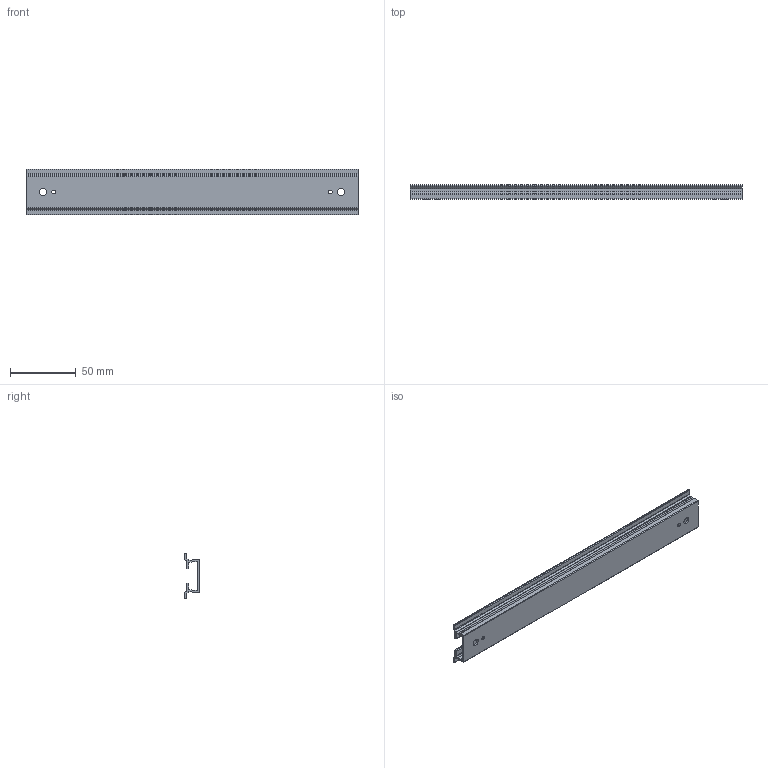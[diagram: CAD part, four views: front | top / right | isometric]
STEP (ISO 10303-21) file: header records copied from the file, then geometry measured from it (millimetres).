
FILE_DESCRIPTION (( 'STEP AP214' ), '1' );
FILE_NAME ('c_il080106-f_3d.STEP', '2019-08-23T05:19:56', ( '' ), ( '' ), 'SwSTEP 2.0', 'SolidWorks 2019', '' );
FILE_SCHEMA (( 'AUTOMOTIVE_DESIGN' ));
Length unit declared in the file: millimetre
Products named in the file (1): c_il080106-f_3d
Bounding box: 253 x 11 x 35 mm (x, y, z)
Volume: 25700.8 mm3; surface area: 32230.7 mm2
Topology: 1 solids, 1 shells, 70 faces, 204 edges, 136 vertices
Faces by surface type: cylinder 38, plane 32
Entity records: 2394 total; most frequent: DIRECTION 422, CARTESIAN_POINT 411, ORIENTED_EDGE 408, EDGE_CURVE 204, AXIS2_PLACEMENT_3D 147, VERTEX_POINT 136, VECTOR 128, LINE 128
